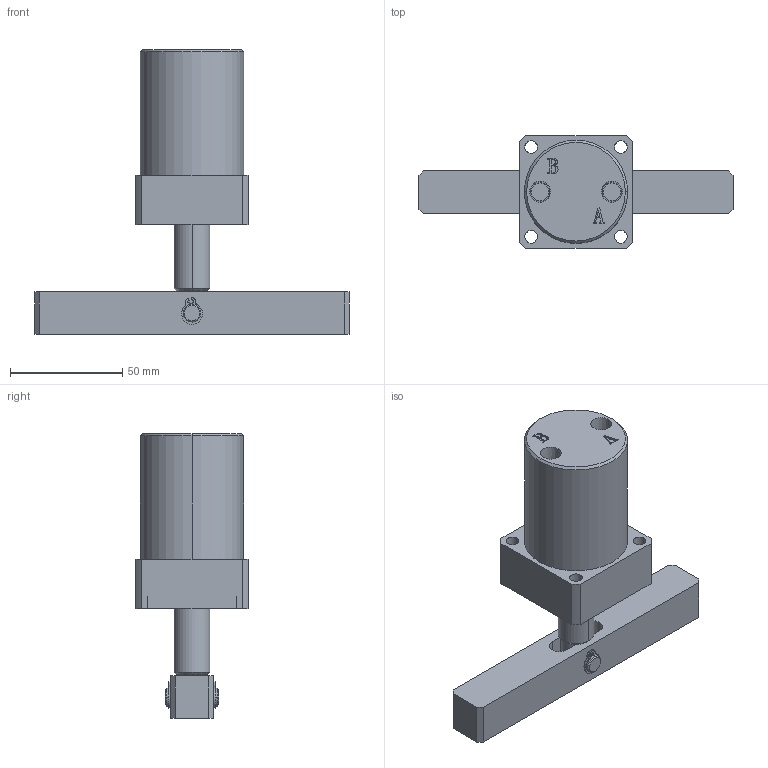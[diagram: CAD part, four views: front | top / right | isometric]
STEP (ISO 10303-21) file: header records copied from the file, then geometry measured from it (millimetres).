
FILE_DESCRIPTION (( 'STEP AP203' ), '1' );
FILE_NAME ('HASC-FA32D.STEP', '2019-10-14T10:59:38', ( '微软用户' ), ( '微软中国' ), 'SwSTEP 2.0', 'SolidWorks 2012', '' );
FILE_SCHEMA (( 'CONFIG_CONTROL_DESIGN' ));
Length unit declared in the file: millimetre
Products named in the file (6): HASC-FA32D; circlips for shaft--type a small gb_GB_CONNECTING_PIECE_RING_RRA 8; HASC-FA32DÏú; HASC-FA32D邧揤旋; HASC-32D活塞杆; HASC-FA32-掛极
Assembly tree (6 placements, depth 2):
  HASC-FA32D
    HASC-FA32-掛极
    HASC-32D活塞杆
    HASC-FA32D邧揤旋
    HASC-FA32DÏú
    circlips for shaft--type a small gb_GB_CONNECTING_PIECE_RING_RRA 8  x2
Bounding box: 140 x 50 x 127 mm (x, y, z)
Volume: 175439.9 mm3; surface area: 44897.5 mm2
Topology: 6 solids, 6 shells, 215 faces, 524 edges, 342 vertices
Faces by surface type: plane 91, cylinder 84, cone 18, bspline 16, torus 6
Entity records: 7097 total; most frequent: CARTESIAN_POINT 1826, DIRECTION 979, ORIENTED_EDGE 934, EDGE_CURVE 467, AXIS2_PLACEMENT_3D 361, VERTEX_POINT 304, VECTOR 257, LINE 257
